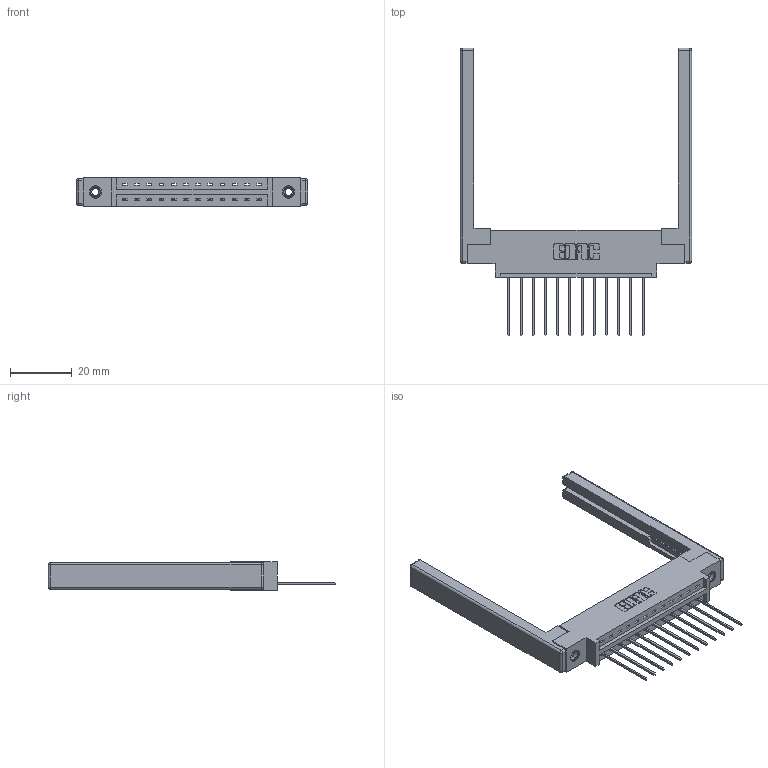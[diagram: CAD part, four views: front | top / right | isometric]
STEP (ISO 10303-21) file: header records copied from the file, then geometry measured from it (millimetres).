
FILE_DESCRIPTION (( 'STEP AP203' ), '1' );
FILE_NAME ('387-012-541-668.STEP', '2019-10-02T13:26:35', ( '' ), ( '' ), 'SwSTEP 2.0', 'SolidWorks 2016', '' );
FILE_SCHEMA (( 'CONFIG_CONTROL_DESIGN' ));
Length unit declared in the file: inch
Products named in the file (5): 337 Part_0.170 Offset - 0.156 Dia-TI; 387-012-541-668; 345-292-001_345-293-141; 345-250-001_345-250-001-102; 307-220-068
Assembly tree (17 placements, depth 2):
  387-012-541-668
    337 Part_0.170 Offset - 0.156 Dia-TI
    345-292-001_345-293-141  x12
    345-250-001_345-250-001-102  x2
    307-220-068  x2
Bounding box: 74.98 x 93.35 x 9.4 mm (x, y, z)
Volume: 11730.9 mm3; surface area: 11850.6 mm2
Topology: 17 solids, 17 shells, 1016 faces, 2969 edges, 1942 vertices
Faces by surface type: plane 714, cylinder 278, cone 12, sphere 8, torus 4
Entity records: 15710 total; most frequent: CARTESIAN_POINT 2691, ORIENTED_EDGE 2628, DIRECTION 2400, EDGE_CURVE 1314, VECTOR 1136, LINE 1136, VERTEX_POINT 866, AXIS2_PLACEMENT_3D 632
